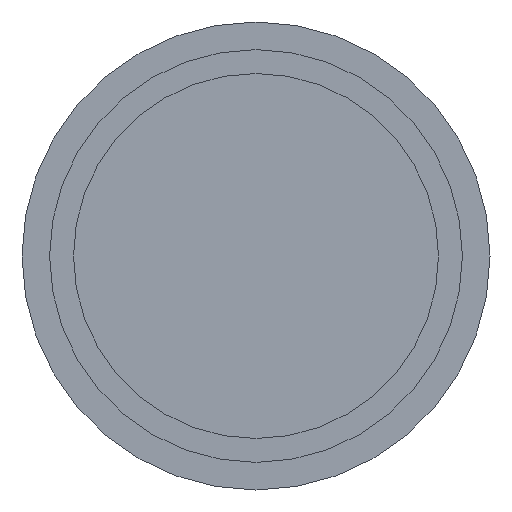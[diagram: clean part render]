
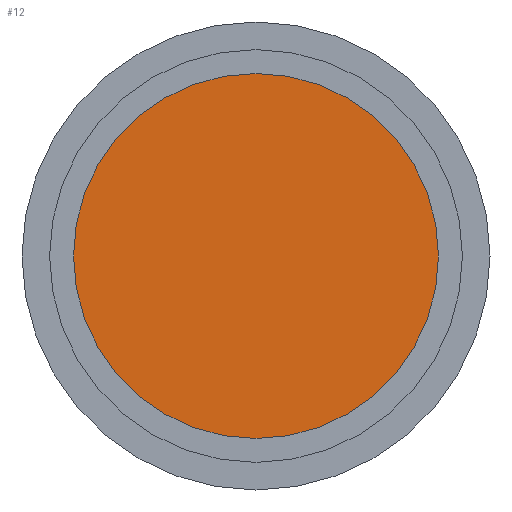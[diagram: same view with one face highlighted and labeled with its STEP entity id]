
A CAD part, front view. The second image highlights one B-rep face of the part: STEP entity #12.
In plain terms, the highlighted planar face has unit normal (0, -1, 0).
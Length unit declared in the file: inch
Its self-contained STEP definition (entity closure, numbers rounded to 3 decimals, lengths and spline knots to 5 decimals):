
#12 = ADVANCED_FACE ( 'NONE', ( #227 ), #438, .T. ) ;
#146 = AXIS2_PLACEMENT_3D ( 'NONE', #437, #436, #435 ) ;
#227 = FACE_OUTER_BOUND ( 'NONE', #504, .T. ) ;
#266 = CIRCLE ( 'NONE', #381, 0.78 ) ;
#268 = CIRCLE ( 'NONE', #384, 0.78 ) ;
#381 = AXIS2_PLACEMENT_3D ( 'NONE', #817, #821, #822 ) ;
#384 = AXIS2_PLACEMENT_3D ( 'NONE', #826, #830, #831 ) ;
#435 = DIRECTION ( 'NONE',  ( 1., 0., 0. ) ) ;
#436 = DIRECTION ( 'NONE',  ( 0., -1., 0. ) ) ;
#437 = CARTESIAN_POINT ( 'NONE',  ( 0., -0.433, 0. ) ) ;
#438 = PLANE ( 'NONE',  #146 ) ;
#504 = EDGE_LOOP ( 'NONE', ( #532, #531 ) ) ;
#531 = ORIENTED_EDGE ( 'NONE', *, *, #663, .T. ) ;
#532 = ORIENTED_EDGE ( 'NONE', *, *, #666, .T. ) ;
#631 = VERTEX_POINT ( 'NONE', #732 ) ;
#632 = VERTEX_POINT ( 'NONE', #733 ) ;
#663 = EDGE_CURVE ( 'NONE', #631, #632, #266, .T. ) ;
#666 = EDGE_CURVE ( 'NONE', #632, #631, #268, .T. ) ;
#732 = CARTESIAN_POINT ( 'NONE',  ( 0.78, -0.433, 0. ) ) ;
#733 = CARTESIAN_POINT ( 'NONE',  ( -0.78, -0.433, 0. ) ) ;
#817 = CARTESIAN_POINT ( 'NONE',  ( 0., -0.433, 0. ) ) ;
#821 = DIRECTION ( 'NONE',  ( 0., -1., 0. ) ) ;
#822 = DIRECTION ( 'NONE',  ( 1., 0., 0. ) ) ;
#826 = CARTESIAN_POINT ( 'NONE',  ( 0., -0.433, 0. ) ) ;
#830 = DIRECTION ( 'NONE',  ( 0., -1., 0. ) ) ;
#831 = DIRECTION ( 'NONE',  ( 1., 0., 0. ) ) ;
